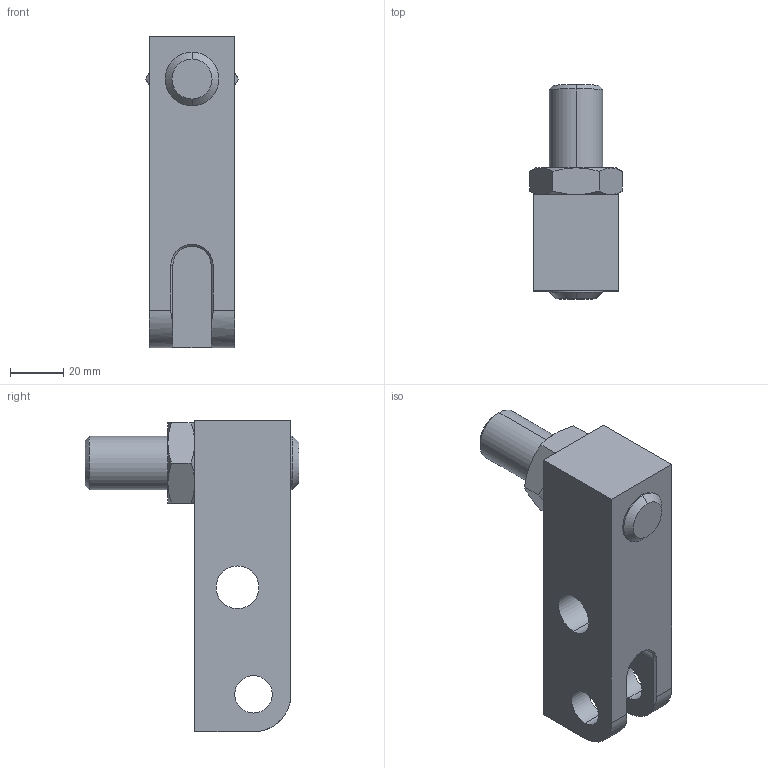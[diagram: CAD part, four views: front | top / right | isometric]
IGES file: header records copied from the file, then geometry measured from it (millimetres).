
Start section:  PTC IGES file: ilcmv91613203.igs
Global section: file name: ilcmv91613203.igs; native system: Creo Parametric by Parametric Technology Corporation; preprocessor: 2013320; author: ngp; organization: Unknown; date: 20181107.111247; units: millimetre
Bounding box: 34.64 x 80 x 116.5 mm (x, y, z)
Surface area: 27061.8 mm2 (no closed solid volume)
Topology: 0 solids, 0 shells, 59 faces, 405 edges, 518 vertices
Faces by surface type: revolution 32, bspline 27
